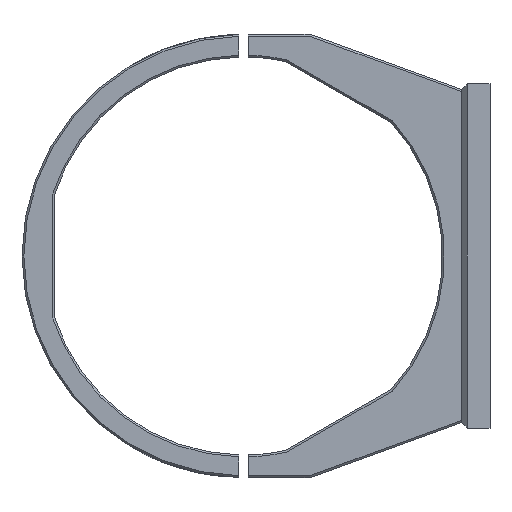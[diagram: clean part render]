
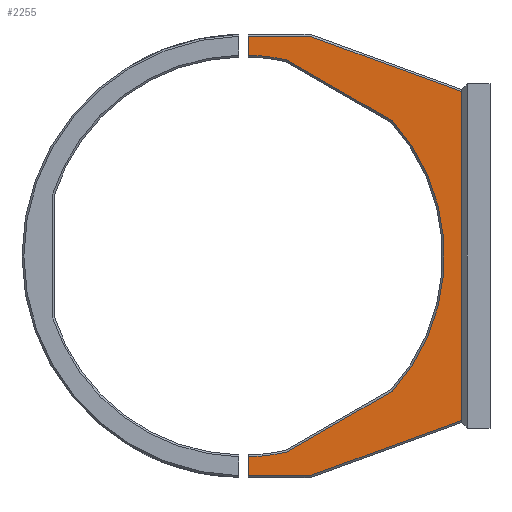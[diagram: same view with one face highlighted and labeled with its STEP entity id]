
A CAD part, left-side view. The second image highlights one B-rep face of the part: STEP entity #2255.
In plain terms, the highlighted planar face has unit normal (-1, 0, 0).
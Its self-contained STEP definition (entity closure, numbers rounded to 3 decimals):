
#26 = VECTOR ( 'NONE', #7711, 1000. ) ;
#28 = VECTOR ( 'NONE', #7707, 1000. ) ;
#48 = VECTOR ( 'NONE', #7745, 1000. ) ;
#283 = CARTESIAN_POINT ( 'NONE',  ( 234.925, -34.856, 116. ) ) ;
#289 = CARTESIAN_POINT ( 'NONE',  ( 234.925, -78.361, 71.383 ) ) ;
#308 = CARTESIAN_POINT ( 'NONE',  ( 234.925, -2.5, 116. ) ) ;
#310 = CARTESIAN_POINT ( 'NONE',  ( 234.925, -34.856, -116. ) ) ;
#313 = CARTESIAN_POINT ( 'NONE',  ( 234.925, -22.639, 103.554 ) ) ;
#329 = CARTESIAN_POINT ( 'NONE',  ( 234.925, -2.5, 105.971 ) ) ;
#331 = CARTESIAN_POINT ( 'NONE',  ( 234.925, -22.639, -103.554 ) ) ;
#332 = CARTESIAN_POINT ( 'NONE',  ( 234.925, -78.361, -71.383 ) ) ;
#477 = CARTESIAN_POINT ( 'NONE',  ( 234.925, -115., -86.83 ) ) ;
#479 = CARTESIAN_POINT ( 'NONE',  ( 234.925, -115., 86.83 ) ) ;
#494 = CARTESIAN_POINT ( 'NONE',  ( 234.925, -2.5, -105.971 ) ) ;
#495 = CARTESIAN_POINT ( 'NONE',  ( 234.925, -2.5, -116. ) ) ;
#690 = EDGE_LOOP ( 'NONE', ( #4080, #4038, #4005, #3959, #3988, #3995, #3998, #3945, #3940, #3947, #3942, #3950 ) ) ;
#1232 = AXIS2_PLACEMENT_3D ( 'NONE', #9980, #9981, #9982 ) ;
#2106 = EDGE_CURVE ( 'NONE', #3422, #3362, #4151, .T. ) ;
#2124 = EDGE_CURVE ( 'NONE', #3435, #3433, #4102, .T. ) ;
#2195 = EDGE_CURVE ( 'NONE', #3593, #3255, #6392, .T. ) ;
#2254 = EDGE_CURVE ( 'NONE', #3255, #3362, #7066, .T. ) ;
#2255 = ADVANCED_FACE ( 'NONE', ( #4789 ), #7069, .T. ) ;
#2261 = EDGE_CURVE ( 'NONE', #3433, #3608, #8467, .T. ) ;
#2262 = EDGE_CURVE ( 'NONE', #3593, #3591, #7227, .T. ) ;
#2274 = EDGE_CURVE ( 'NONE', #3277, #3435, #8477, .T. ) ;
#2291 = EDGE_CURVE ( 'NONE', #3609, #3608, #5373, .T. ) ;
#2326 = EDGE_CURVE ( 'NONE', #3609, #3365, #7705, .T. ) ;
#2327 = EDGE_CURVE ( 'NONE', #3375, #3277, #7709, .T. ) ;
#2332 = EDGE_CURVE ( 'NONE', #3365, #3591, #7743, .T. ) ;
#2344 = EDGE_CURVE ( 'NONE', #3422, #3375, #8532, .T. ) ;
#2426 = VECTOR ( 'NONE', #6394, 1000. ) ;
#3255 = VERTEX_POINT ( 'NONE', #283 ) ;
#3277 = VERTEX_POINT ( 'NONE', #289 ) ;
#3362 = VERTEX_POINT ( 'NONE', #308 ) ;
#3365 = VERTEX_POINT ( 'NONE', #310 ) ;
#3375 = VERTEX_POINT ( 'NONE', #313 ) ;
#3422 = VERTEX_POINT ( 'NONE', #329 ) ;
#3433 = VERTEX_POINT ( 'NONE', #331 ) ;
#3435 = VERTEX_POINT ( 'NONE', #332 ) ;
#3591 = VERTEX_POINT ( 'NONE', #477 ) ;
#3593 = VERTEX_POINT ( 'NONE', #479 ) ;
#3608 = VERTEX_POINT ( 'NONE', #494 ) ;
#3609 = VERTEX_POINT ( 'NONE', #495 ) ;
#3940 = ORIENTED_EDGE ( 'NONE', *, *, #2327, .T. ) ;
#3942 = ORIENTED_EDGE ( 'NONE', *, *, #2124, .T. ) ;
#3945 = ORIENTED_EDGE ( 'NONE', *, *, #2344, .T. ) ;
#3947 = ORIENTED_EDGE ( 'NONE', *, *, #2274, .T. ) ;
#3950 = ORIENTED_EDGE ( 'NONE', *, *, #2261, .T. ) ;
#3959 = ORIENTED_EDGE ( 'NONE', *, *, #2262, .F. ) ;
#3988 = ORIENTED_EDGE ( 'NONE', *, *, #2195, .T. ) ;
#3995 = ORIENTED_EDGE ( 'NONE', *, *, #2254, .T. ) ;
#3998 = ORIENTED_EDGE ( 'NONE', *, *, #2106, .F. ) ;
#4005 = ORIENTED_EDGE ( 'NONE', *, *, #2332, .T. ) ;
#4038 = ORIENTED_EDGE ( 'NONE', *, *, #2326, .T. ) ;
#4080 = ORIENTED_EDGE ( 'NONE', *, *, #2291, .F. ) ;
#4096 = CARTESIAN_POINT ( 'NONE',  ( 234.925, -50.5, -87.469 ) ) ;
#4102 = LINE ( 'NONE', #4096, #5649 ) ;
#4104 = DIRECTION ( 'NONE',  ( 0., 0.866, -0.5 ) ) ;
#4128 = DIRECTION ( 'NONE',  ( 0., 0., 1. ) ) ;
#4151 = LINE ( 'NONE', #4173, #5680 ) ;
#4173 = CARTESIAN_POINT ( 'NONE',  ( 234.925, -2.5, 104.97 ) ) ;
#4670 = VECTOR ( 'NONE', #7229, 1000. ) ;
#4695 = AXIS2_PLACEMENT_3D ( 'NONE', #7079, #7080, #7081 ) ;
#4745 = AXIS2_PLACEMENT_3D ( 'NONE', #7223, #7224, #7225 ) ;
#4781 = VECTOR ( 'NONE', #7068, 1000. ) ;
#4789 = FACE_OUTER_BOUND ( 'NONE', #690, .T. ) ;
#5105 = VECTOR ( 'NONE', #5375, 1000. ) ;
#5147 = AXIS2_PLACEMENT_3D ( 'NONE', #7309, #7310, #7311 ) ;
#5373 = LINE ( 'NONE', #5374, #5105 ) ;
#5374 = CARTESIAN_POINT ( 'NONE',  ( 234.925, -2.5, -104.97 ) ) ;
#5375 = DIRECTION ( 'NONE',  ( 0., 0., 1. ) ) ;
#5649 = VECTOR ( 'NONE', #4104, 1000. ) ;
#5680 = VECTOR ( 'NONE', #4128, 1000. ) ;
#6392 = LINE ( 'NONE', #6393, #2426 ) ;
#6393 = CARTESIAN_POINT ( 'NONE',  ( 234.925, -41.359, 113.633 ) ) ;
#6394 = DIRECTION ( 'NONE',  ( 0., 0.94, 0.342 ) ) ;
#7066 = LINE ( 'NONE', #7067, #4781 ) ;
#7067 = CARTESIAN_POINT ( 'NONE',  ( 234.925, 0., 116. ) ) ;
#7068 = DIRECTION ( 'NONE',  ( 0., 1., 0. ) ) ;
#7069 = PLANE ( 'NONE',  #4695 ) ;
#7079 = CARTESIAN_POINT ( 'NONE',  ( 234.925, 0., 0. ) ) ;
#7080 = DIRECTION ( 'NONE',  ( -1., 0., 0. ) ) ;
#7081 = DIRECTION ( 'NONE',  ( 0., 0., 1. ) ) ;
#7223 = CARTESIAN_POINT ( 'NONE',  ( 234.925, 0., 0. ) ) ;
#7224 = DIRECTION ( 'NONE',  ( 1., 0., 0. ) ) ;
#7225 = DIRECTION ( 'NONE',  ( 0., 0., 1. ) ) ;
#7227 = LINE ( 'NONE', #7228, #4670 ) ;
#7228 = CARTESIAN_POINT ( 'NONE',  ( 234.925, -115., -87.894 ) ) ;
#7229 = DIRECTION ( 'NONE',  ( 0., 0., -1. ) ) ;
#7309 = CARTESIAN_POINT ( 'NONE',  ( 234.925, 0., 0. ) ) ;
#7310 = DIRECTION ( 'NONE',  ( 1., 0., 0. ) ) ;
#7311 = DIRECTION ( 'NONE',  ( 0., 0., 1. ) ) ;
#7705 = LINE ( 'NONE', #7706, #28 ) ;
#7706 = CARTESIAN_POINT ( 'NONE',  ( 234.925, 0., -116. ) ) ;
#7707 = DIRECTION ( 'NONE',  ( 0., -1., 0. ) ) ;
#7709 = LINE ( 'NONE', #7710, #26 ) ;
#7710 = CARTESIAN_POINT ( 'NONE',  ( 234.925, -50.5, 87.469 ) ) ;
#7711 = DIRECTION ( 'NONE',  ( 0., -0.866, -0.5 ) ) ;
#7743 = LINE ( 'NONE', #7744, #48 ) ;
#7744 = CARTESIAN_POINT ( 'NONE',  ( 234.925, -41.359, -113.633 ) ) ;
#7745 = DIRECTION ( 'NONE',  ( 0., -0.94, 0.342 ) ) ;
#8467 = CIRCLE ( 'NONE', #4745, 106. ) ;
#8477 = CIRCLE ( 'NONE', #5147, 106. ) ;
#8532 = CIRCLE ( 'NONE', #1232, 106. ) ;
#9980 = CARTESIAN_POINT ( 'NONE',  ( 234.925, 0., 0. ) ) ;
#9981 = DIRECTION ( 'NONE',  ( 1., 0., 0. ) ) ;
#9982 = DIRECTION ( 'NONE',  ( 0., 0., 1. ) ) ;
